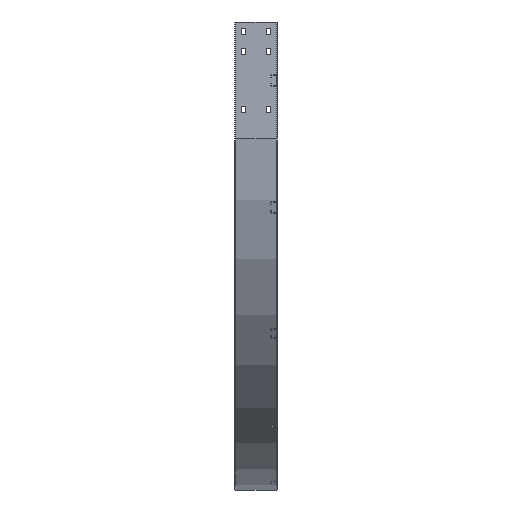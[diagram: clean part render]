
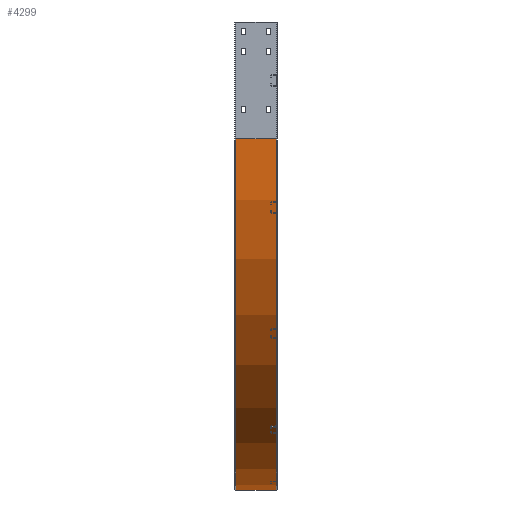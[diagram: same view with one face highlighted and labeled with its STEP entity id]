
A CAD part, left-side view. The second image highlights one B-rep face of the part: STEP entity #4299.
In plain terms, the highlighted cylindrical face has radius 900 mm (diameter 1800 mm), a partial arc.
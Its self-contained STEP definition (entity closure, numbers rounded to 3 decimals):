
#1867=CARTESIAN_POINT('',(-300.,3.5,900.));
#1868=DIRECTION('',(0.,-1.,0.));
#1869=DIRECTION('',(-1.,0.,0.));
#1870=AXIS2_PLACEMENT_3D('',#1867,#1868,#1869);
#1877=DIRECTION('',(0.,-1.,0.));
#1878=VECTOR('',#1877,103.);
#1879=CARTESIAN_POINT('',(-300.,106.5,0.));
#1880=LINE('',#1879,#1878);
#1881=DIRECTION('',(0.,1.,0.));
#1882=VECTOR('',#1881,103.);
#1883=CARTESIAN_POINT('',(-1200.,3.5,900.));
#1884=LINE('',#1883,#1882);
#1895=CARTESIAN_POINT('',(-300.,106.5,900.));
#1896=DIRECTION('',(0.,1.,0.));
#1897=DIRECTION('',(0.,0.,-1.));
#1898=AXIS2_PLACEMENT_3D('',#1895,#1896,#1897);
#2993=CARTESIAN_POINT('',(-300.,106.5,0.));
#2995=VERTEX_POINT('',#2993);
#3042=CARTESIAN_POINT('',(-1200.,106.5,900.));
#3044=VERTEX_POINT('',#3042);
#3196=CARTESIAN_POINT('',(-300.,3.5,0.));
#3198=VERTEX_POINT('',#3196);
#3214=CARTESIAN_POINT('',(-1200.,3.5,900.));
#3215=VERTEX_POINT('',#3214);
#4286=CARTESIAN_POINT('',(-300.,0.,900.));
#4287=DIRECTION('',(0.,1.,0.));
#4288=DIRECTION('',(0.,0.,1.));
#4289=AXIS2_PLACEMENT_3D('',#4286,#4287,#4288);
#4290=CYLINDRICAL_SURFACE('',#4289,900.);
#4291=ORIENTED_EDGE('',*,*,#3832,.F.);
#4293=ORIENTED_EDGE('',*,*,#4292,.T.);
#4295=ORIENTED_EDGE('',*,*,#4294,.F.);
#4296=ORIENTED_EDGE('',*,*,#4279,.T.);
#4297=EDGE_LOOP('',(#4291,#4293,#4295,#4296));
#4298=FACE_OUTER_BOUND('',#4297,.F.);
#4299=ADVANCED_FACE('',(#4298),#4290,.T.);
#1871=CIRCLE('',#1870,900.);
#1899=CIRCLE('',#1898,900.);
#3832=EDGE_CURVE('',#2995,#3198,#1880,.T.);
#4279=EDGE_CURVE('',#3215,#3198,#1871,.T.);
#4292=EDGE_CURVE('',#2995,#3044,#1899,.T.);
#4294=EDGE_CURVE('',#3215,#3044,#1884,.T.);
